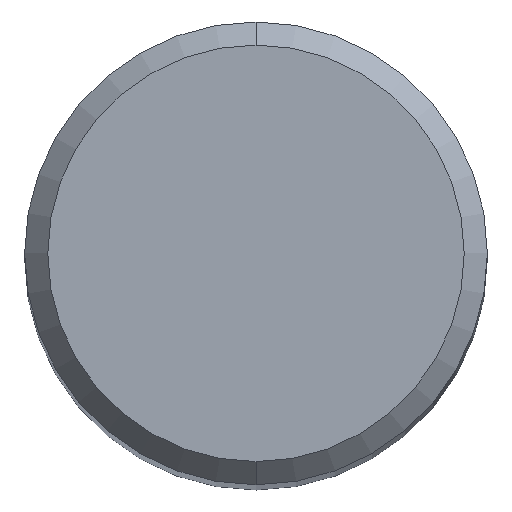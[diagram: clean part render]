
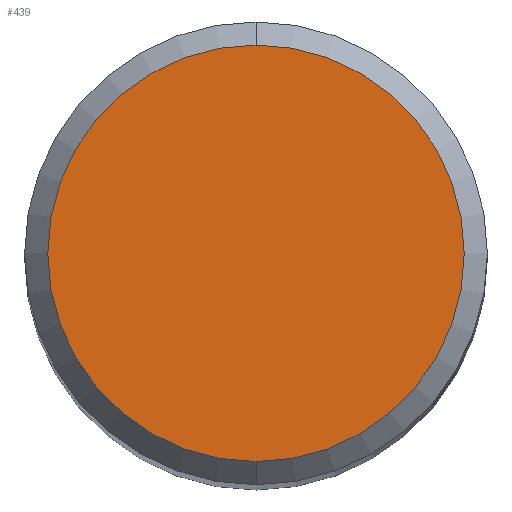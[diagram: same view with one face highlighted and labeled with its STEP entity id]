
A CAD part, top view. The second image highlights one B-rep face of the part: STEP entity #439.
In plain terms, the highlighted planar face has unit normal (0, 0, 1).
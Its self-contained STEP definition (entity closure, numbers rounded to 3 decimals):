
#289=EDGE_CURVE('',#431,#295,#610,.T.);
#295=VERTEX_POINT('',#616);
#391=EDGE_CURVE('',#295,#431,#720,.T.);
#431=VERTEX_POINT('',#764);
#439=ADVANCED_FACE('',(#773),#774,.T.);
#610=CIRCLE('',#1124,3.6);
#616=CARTESIAN_POINT('',(0.0,3.6,0.0));
#720=CIRCLE('',#1277,3.6);
#764=CARTESIAN_POINT('',(0.,-3.6,0.0));
#773=FACE_OUTER_BOUND('',#1388,.T.);
#774=PLANE('',#1389);
#1124=AXIS2_PLACEMENT_3D('',#1624,#1625,#1626);
#1277=AXIS2_PLACEMENT_3D('',#1721,#1722,#1723);
#1388=EDGE_LOOP('',(#1788,#1789));
#1389=AXIS2_PLACEMENT_3D('',#1790,#1791,#1792);
#1624=CARTESIAN_POINT('',(0.0,0.0,0.0));
#1625=DIRECTION('',(0.0,0.0,-1.0));
#1626=DIRECTION('',(0.0,1.0,0.0));
#1721=CARTESIAN_POINT('',(0.0,0.0,0.0));
#1722=DIRECTION('',(0.0,0.0,-1.0));
#1723=DIRECTION('',(0.0,1.0,0.0));
#1788=ORIENTED_EDGE('',*,*,#391,.F.);
#1789=ORIENTED_EDGE('',*,*,#289,.F.);
#1790=CARTESIAN_POINT('',(0.0,1.8,0.0));
#1791=DIRECTION('',(-0.0,0.0,1.0));
#1792=DIRECTION('',(0.0,-1.0,0.0));
